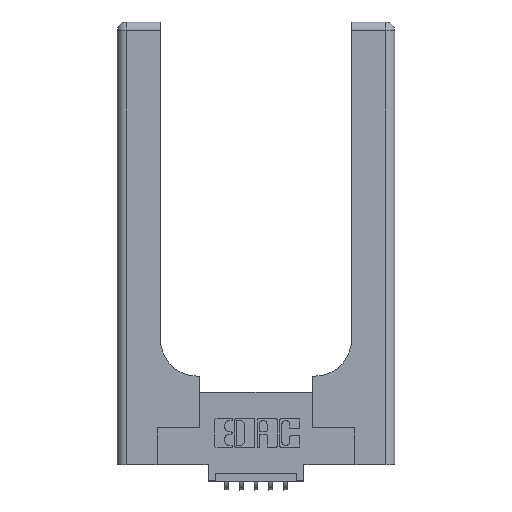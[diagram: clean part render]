
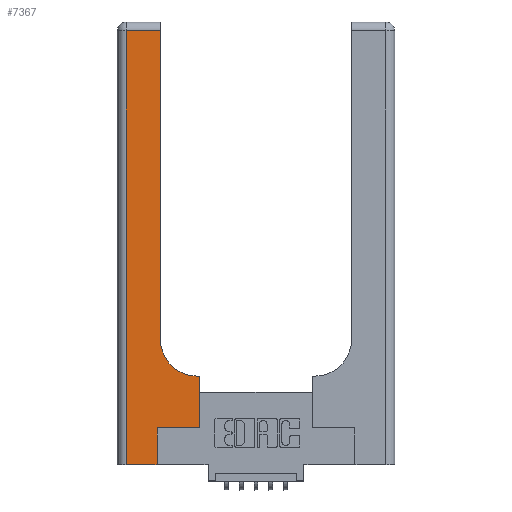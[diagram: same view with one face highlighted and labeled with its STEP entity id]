
A CAD part, top view. The second image highlights one B-rep face of the part: STEP entity #7367.
In plain terms, the highlighted planar face has unit normal (0, 0, 1).
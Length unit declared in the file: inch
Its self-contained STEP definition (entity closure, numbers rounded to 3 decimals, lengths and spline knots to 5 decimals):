
#109 = VERTEX_POINT ( 'NONE', #5084 ) ;
#386 = VECTOR ( 'NONE', #7341, 39.37008 ) ;
#635 = CARTESIAN_POINT ( 'NONE',  ( 0.5415, 0.85, 0.37 ) ) ;
#652 = EDGE_CURVE ( 'NONE', #1842, #6790, #13331, .T. ) ;
#1008 = CARTESIAN_POINT ( 'NONE',  ( 0.5585, 0.25, 0.37 ) ) ;
#1073 = EDGE_CURVE ( 'NONE', #4216, #1842, #10941, .T. ) ;
#1353 = AXIS2_PLACEMENT_3D ( 'NONE', #1920, #2305, #7663 ) ;
#1359 = FACE_OUTER_BOUND ( 'NONE', #8717, .T. ) ;
#1450 = CIRCLE ( 'NONE', #13610, 0.25 ) ;
#1473 = DIRECTION ( 'NONE',  ( -1., 0., 0. ) ) ;
#1842 = VERTEX_POINT ( 'NONE', #7813 ) ;
#1901 = ORIENTED_EDGE ( 'NONE', *, *, #1073, .T. ) ;
#1920 = CARTESIAN_POINT ( 'NONE',  ( 0., 3., 0.37 ) ) ;
#1989 = LINE ( 'NONE', #3530, #13947 ) ;
#2305 = DIRECTION ( 'NONE',  ( 0., 0., -1. ) ) ;
#2344 = CARTESIAN_POINT ( 'NONE',  ( 0., 0., 0.37 ) ) ;
#2937 = VERTEX_POINT ( 'NONE', #6689 ) ;
#3050 = CARTESIAN_POINT ( 'NONE',  ( 0.269, 0., 0.37 ) ) ;
#3125 = LINE ( 'NONE', #13903, #386 ) ;
#3270 = VECTOR ( 'NONE', #11599, 39.37008 ) ;
#3363 = ORIENTED_EDGE ( 'NONE', *, *, #10405, .T. ) ;
#3530 = CARTESIAN_POINT ( 'NONE',  ( 0.2915, 0.6, 0.37 ) ) ;
#3692 = CARTESIAN_POINT ( 'NONE',  ( 0.269, 0.25, 0.37 ) ) ;
#3951 = CARTESIAN_POINT ( 'NONE',  ( 0.06, 3., 0.37 ) ) ;
#4216 = VERTEX_POINT ( 'NONE', #5345 ) ;
#4239 = ORIENTED_EDGE ( 'NONE', *, *, #13452, .T. ) ;
#4320 = CARTESIAN_POINT ( 'NONE',  ( 0.269, 0., 0.37 ) ) ;
#4391 = CARTESIAN_POINT ( 'NONE',  ( 0.5585, 0.6, 0.37 ) ) ;
#4454 = PLANE ( 'NONE',  #1353 ) ;
#4542 = DIRECTION ( 'NONE',  ( 1., 0., 0. ) ) ;
#4697 = DIRECTION ( 'NONE',  ( 1., 0., 0. ) ) ;
#4989 = EDGE_CURVE ( 'NONE', #13970, #9343, #3125, .T. ) ;
#5084 = CARTESIAN_POINT ( 'NONE',  ( 0.269, 0.25, 0.37 ) ) ;
#5345 = CARTESIAN_POINT ( 'NONE',  ( 0.2915, 2.94, 0.37 ) ) ;
#5467 = LINE ( 'NONE', #3692, #12822 ) ;
#5708 = LINE ( 'NONE', #4320, #13236 ) ;
#5902 = EDGE_CURVE ( 'NONE', #6790, #8465, #6832, .T. ) ;
#6086 = CARTESIAN_POINT ( 'NONE',  ( 0.2915, 0.85, 0.37 ) ) ;
#6574 = ORIENTED_EDGE ( 'NONE', *, *, #4989, .T. ) ;
#6669 = ORIENTED_EDGE ( 'NONE', *, *, #652, .T. ) ;
#6689 = CARTESIAN_POINT ( 'NONE',  ( 0.5415, 0.6, 0.37 ) ) ;
#6790 = VERTEX_POINT ( 'NONE', #10150 ) ;
#6801 = ORIENTED_EDGE ( 'NONE', *, *, #9380, .T. ) ;
#6832 = LINE ( 'NONE', #2344, #12328 ) ;
#7341 = DIRECTION ( 'NONE',  ( 0., 1., 0. ) ) ;
#7367 = ADVANCED_FACE ( 'NONE', ( #1359 ), #4454, .F. ) ;
#7573 = ORIENTED_EDGE ( 'NONE', *, *, #14083, .T. ) ;
#7663 = DIRECTION ( 'NONE',  ( -1., 0., 0. ) ) ;
#7813 = CARTESIAN_POINT ( 'NONE',  ( 0.06, 2.94, 0.37 ) ) ;
#7841 = LINE ( 'NONE', #12275, #10599 ) ;
#8027 = VECTOR ( 'NONE', #13616, 39.37008 ) ;
#8163 = VERTEX_POINT ( 'NONE', #6086 ) ;
#8465 = VERTEX_POINT ( 'NONE', #3050 ) ;
#8717 = EDGE_LOOP ( 'NONE', ( #7573, #1901, #6669, #12219, #3363, #4239, #6574, #6801, #9628 ) ) ;
#8748 = DIRECTION ( 'NONE',  ( 0., 1., 0. ) ) ;
#9343 = VERTEX_POINT ( 'NONE', #4391 ) ;
#9380 = EDGE_CURVE ( 'NONE', #9343, #2937, #1989, .T. ) ;
#9628 = ORIENTED_EDGE ( 'NONE', *, *, #10647, .T. ) ;
#10150 = CARTESIAN_POINT ( 'NONE',  ( 0.06, 0., 0.37 ) ) ;
#10405 = EDGE_CURVE ( 'NONE', #8465, #109, #5708, .T. ) ;
#10475 = DIRECTION ( 'NONE',  ( 1., 0., 0. ) ) ;
#10599 = VECTOR ( 'NONE', #12326, 39.37008 ) ;
#10647 = EDGE_CURVE ( 'NONE', #2937, #8163, #1450, .T. ) ;
#10941 = LINE ( 'NONE', #12540, #8027 ) ;
#11599 = DIRECTION ( 'NONE',  ( 0., -1., 0. ) ) ;
#12219 = ORIENTED_EDGE ( 'NONE', *, *, #5902, .T. ) ;
#12275 = CARTESIAN_POINT ( 'NONE',  ( 0.2915, 3., 0.37 ) ) ;
#12326 = DIRECTION ( 'NONE',  ( 0., 1., 0. ) ) ;
#12328 = VECTOR ( 'NONE', #4542, 39.37008 ) ;
#12540 = CARTESIAN_POINT ( 'NONE',  ( 0., 2.94, 0.37 ) ) ;
#12671 = DIRECTION ( 'NONE',  ( 0., 0., -1. ) ) ;
#12822 = VECTOR ( 'NONE', #4697, 39.37008 ) ;
#13236 = VECTOR ( 'NONE', #8748, 39.37008 ) ;
#13331 = LINE ( 'NONE', #3951, #3270 ) ;
#13452 = EDGE_CURVE ( 'NONE', #109, #13970, #5467, .T. ) ;
#13610 = AXIS2_PLACEMENT_3D ( 'NONE', #635, #12671, #10475 ) ;
#13616 = DIRECTION ( 'NONE',  ( -1., 0., 0. ) ) ;
#13903 = CARTESIAN_POINT ( 'NONE',  ( 0.5585, 0.25, 0.37 ) ) ;
#13947 = VECTOR ( 'NONE', #1473, 39.37008 ) ;
#13970 = VERTEX_POINT ( 'NONE', #1008 ) ;
#14083 = EDGE_CURVE ( 'NONE', #8163, #4216, #7841, .T. ) ;
